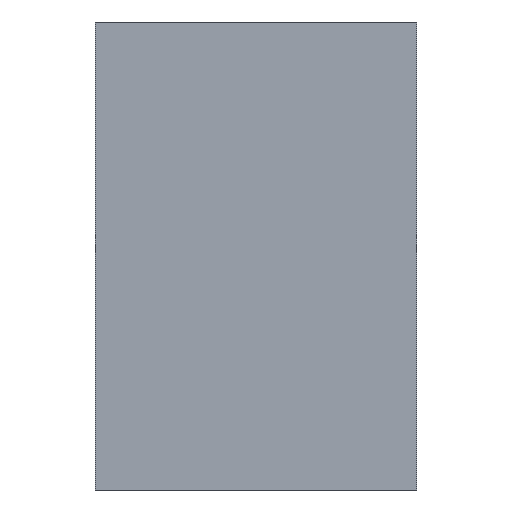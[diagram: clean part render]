
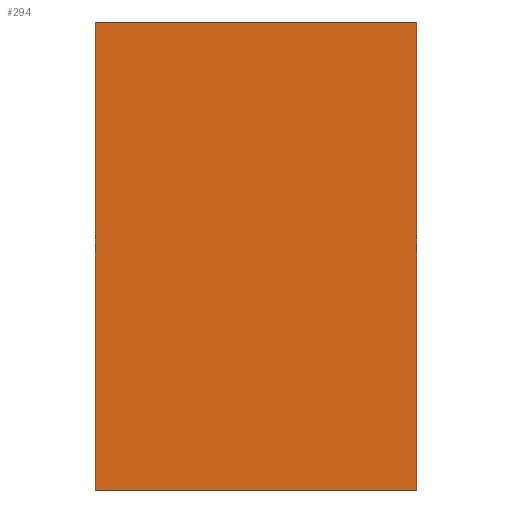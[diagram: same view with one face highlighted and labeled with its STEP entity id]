
A CAD part, left-side view. The second image highlights one B-rep face of the part: STEP entity #294.
In plain terms, the highlighted planar face has unit normal (-1, 0, 0).
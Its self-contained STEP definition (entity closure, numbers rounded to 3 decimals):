
#73 = LINE ( 'NONE', #412, #894 ) ;
#93 = PLANE ( 'NONE',  #768 ) ;
#128 = VECTOR ( 'NONE', #317, 1000. ) ;
#131 = VERTEX_POINT ( 'NONE', #483 ) ;
#166 = CARTESIAN_POINT ( 'NONE',  ( -0.775, 0., 0.4 ) ) ;
#169 = VERTEX_POINT ( 'NONE', #490 ) ;
#181 = DIRECTION ( 'NONE',  ( 0., 0., -1. ) ) ;
#195 = EDGE_CURVE ( 'NONE', #131, #428, #73, .T. ) ;
#208 = CARTESIAN_POINT ( 'NONE',  ( -0.775, 0., -0.4 ) ) ;
#220 = CARTESIAN_POINT ( 'NONE',  ( -0.775, 0., 0.4 ) ) ;
#294 = ADVANCED_FACE ( 'NONE', ( #955 ), #93, .F. ) ;
#298 = ORIENTED_EDGE ( 'NONE', *, *, #780, .F. ) ;
#299 = ORIENTED_EDGE ( 'NONE', *, *, #591, .F. ) ;
#317 = DIRECTION ( 'NONE',  ( 0., 0., -1. ) ) ;
#353 = LINE ( 'NONE', #778, #128 ) ;
#412 = CARTESIAN_POINT ( 'NONE',  ( -0.775, 0., -0.4 ) ) ;
#428 = VERTEX_POINT ( 'NONE', #208 ) ;
#468 = LINE ( 'NONE', #551, #721 ) ;
#483 = CARTESIAN_POINT ( 'NONE',  ( -0.775, 0.55, -0.4 ) ) ;
#490 = CARTESIAN_POINT ( 'NONE',  ( -0.775, 0.55, 0.4 ) ) ;
#551 = CARTESIAN_POINT ( 'NONE',  ( -0.775, 0., 0.4 ) ) ;
#572 = EDGE_CURVE ( 'NONE', #169, #131, #353, .T. ) ;
#591 = EDGE_CURVE ( 'NONE', #948, #428, #858, .T. ) ;
#610 = DIRECTION ( 'NONE',  ( 0., 0., -1. ) ) ;
#643 = ORIENTED_EDGE ( 'NONE', *, *, #195, .T. ) ;
#663 = VECTOR ( 'NONE', #181, 1000. ) ;
#714 = DIRECTION ( 'NONE',  ( 0., -1., 0. ) ) ;
#721 = VECTOR ( 'NONE', #907, 1000. ) ;
#759 = CARTESIAN_POINT ( 'NONE',  ( -0.775, 0., 0.4 ) ) ;
#768 = AXIS2_PLACEMENT_3D ( 'NONE', #759, #903, #610 ) ;
#778 = CARTESIAN_POINT ( 'NONE',  ( -0.775, 0.55, 0.4 ) ) ;
#780 = EDGE_CURVE ( 'NONE', #169, #948, #468, .T. ) ;
#790 = EDGE_LOOP ( 'NONE', ( #643, #299, #298, #897 ) ) ;
#858 = LINE ( 'NONE', #166, #663 ) ;
#894 = VECTOR ( 'NONE', #714, 1000. ) ;
#897 = ORIENTED_EDGE ( 'NONE', *, *, #572, .T. ) ;
#903 = DIRECTION ( 'NONE',  ( 1., 0., 0. ) ) ;
#907 = DIRECTION ( 'NONE',  ( 0., -1., 0. ) ) ;
#948 = VERTEX_POINT ( 'NONE', #220 ) ;
#955 = FACE_OUTER_BOUND ( 'NONE', #790, .T. ) ;
